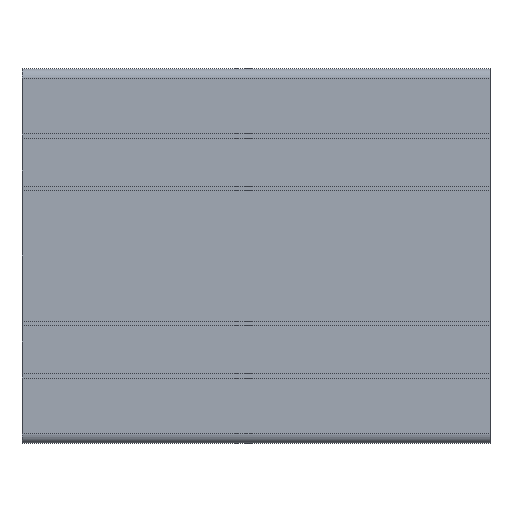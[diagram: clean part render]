
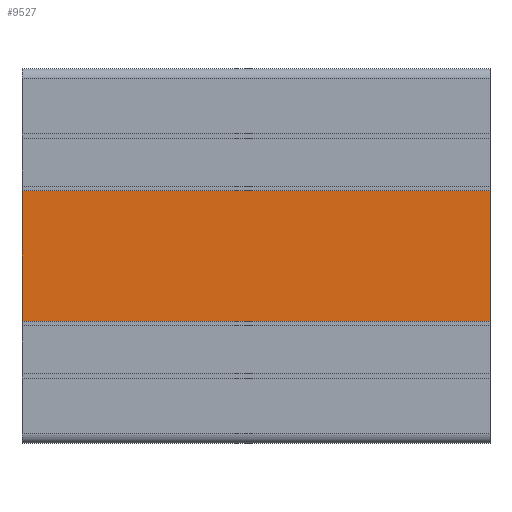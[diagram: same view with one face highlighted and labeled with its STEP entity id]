
A CAD part, left-side view. The second image highlights one B-rep face of the part: STEP entity #9527.
In plain terms, the highlighted planar face has unit normal (-1, 0, 0).
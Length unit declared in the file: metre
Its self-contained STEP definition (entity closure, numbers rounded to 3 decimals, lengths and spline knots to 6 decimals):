
#801=FACE_OUTER_BOUND('',#1267,.T.);
#1267=EDGE_LOOP('',(#7647,#7648,#7649,#7650));
#2385=LINE('',#15365,#3545);
#2386=LINE('',#15368,#3546);
#2387=LINE('',#15370,#3547);
#2388=LINE('',#15371,#3548);
#3545=VECTOR('',#12592,0.1);
#3546=VECTOR('',#12595,0.0278);
#3547=VECTOR('',#12596,0.0278);
#3548=VECTOR('',#12597,0.1);
#4491=VERTEX_POINT('',#15361);
#4492=VERTEX_POINT('',#15363);
#4493=VERTEX_POINT('',#15367);
#4494=VERTEX_POINT('',#15369);
#5837=EDGE_CURVE('',#4492,#4491,#2385,.T.);
#5838=EDGE_CURVE('',#4493,#4491,#2386,.T.);
#5839=EDGE_CURVE('',#4494,#4492,#2387,.T.);
#5840=EDGE_CURVE('',#4494,#4493,#2388,.T.);
#7647=ORIENTED_EDGE('',*,*,#5838,.T.);
#7648=ORIENTED_EDGE('',*,*,#5837,.F.);
#7649=ORIENTED_EDGE('',*,*,#5839,.F.);
#7650=ORIENTED_EDGE('',*,*,#5840,.T.);
#9075=PLANE('',#10220);
#9527=ADVANCED_FACE('',(#801),#9075,.F.);
#10220=AXIS2_PLACEMENT_3D('',#15366,#12593,#12594);
#12592=DIRECTION('',(0.,1.,0.));
#12593=DIRECTION('center_axis',(1.,0.,0.));
#12594=DIRECTION('ref_axis',(0.,0.,-1.));
#12595=DIRECTION('',(0.,0.,-1.));
#12596=DIRECTION('',(0.,0.,-1.));
#12597=DIRECTION('',(0.,1.,0.));
#15361=CARTESIAN_POINT('',(0.002056,0.021497,0.0261));
#15363=CARTESIAN_POINT('',(0.002056,-0.078503,0.0261));
#15365=CARTESIAN_POINT('',(0.002056,-0.078503,0.0261));
#15366=CARTESIAN_POINT('Origin',(0.002056,-0.978503,
0.0539));
#15367=CARTESIAN_POINT('',(0.002056,0.021497,0.0539));
#15368=CARTESIAN_POINT('',(0.002056,0.021497,0.0539));
#15369=CARTESIAN_POINT('',(0.002056,-0.078503,0.0539));
#15370=CARTESIAN_POINT('',(0.002056,-0.078503,0.0539));
#15371=CARTESIAN_POINT('',(0.002056,-0.078503,0.0539));
